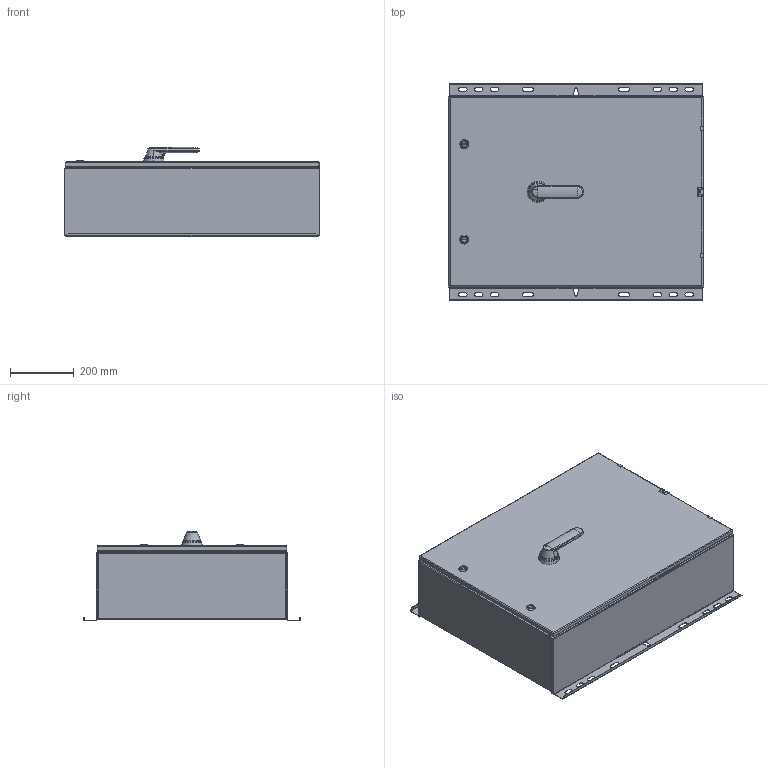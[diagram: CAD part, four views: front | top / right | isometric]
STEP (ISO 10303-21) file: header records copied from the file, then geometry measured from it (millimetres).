
FILE_DESCRIPTION((''),'2;1');
FILE_NAME('OT160EVLUU6BZ_SIMPLIFIED','2017-01-12T',('fijaleh7'),(''),'CREO PARAMETRIC BY PTC INC, 2016050','CREO PARAMETRIC BY PTC INC, 2016050','');
FILE_SCHEMA(('CONFIG_CONTROL_DESIGN'));
Length unit declared in the file: millimetre
Products named in the file (1): OT160EVLUU6BZ_SIMPLIFIED
Bounding box: 803.5 x 680 x 280.2 mm (x, y, z)
Volume: 110337233.2 mm3; surface area: 2643737.8 mm2
Topology: 1 solids, 1 shells, 364 faces, 953 edges, 601 vertices
Faces by surface type: plane 203, cylinder 120, cone 19, torus 10, bspline 7, sphere 4, extrusion 1
Entity records: 14704 total; most frequent: CARTESIAN_POINT 3109, ORIENTED_EDGE 1898, DIRECTION 1882, EDGE_CURVE 949, VECTOR 634, LINE 633, AXIS2_PLACEMENT_3D 624, VERTEX_POINT 601
